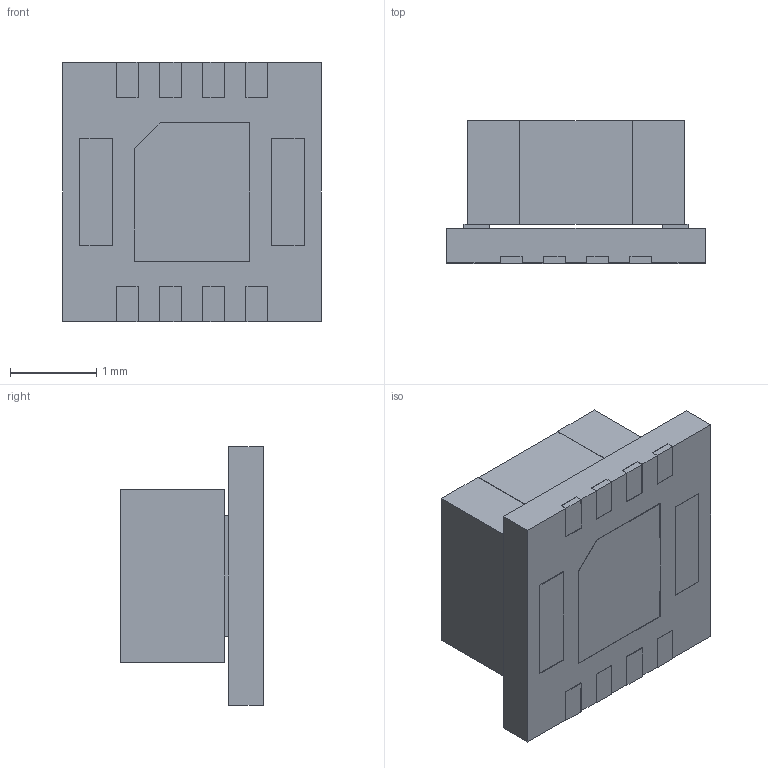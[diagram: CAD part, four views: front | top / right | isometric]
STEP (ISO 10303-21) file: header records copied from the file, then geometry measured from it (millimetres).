
FILE_DESCRIPTION (( 'STEP AP214' ), '1' );
FILE_NAME ('PicoBK_MYRGC.STEP', '2020-08-06T07:20:06', ( '' ), ( '' ), 'SwSTEP 2.0', 'SolidWorks 2017', '' );
FILE_SCHEMA (( 'AUTOMOTIVE_DESIGN' ));
Length unit declared in the file: millimetre
Products named in the file (1): PicoBK_MYRGC
Bounding box: 3 x 1.66 x 3.01 mm (x, y, z)
Volume: 9.7 mm3; surface area: 42.8 mm2
Topology: 1 solids, 1 shells, 94 faces, 263 edges, 174 vertices
Faces by surface type: plane 94
Entity records: 4027 total; most frequent: CARTESIAN_POINT 532, ORIENTED_EDGE 526, DIRECTION 453, VECTOR 263, EDGE_CURVE 263, LINE 263, VERTEX_POINT 174, EDGE_LOOP 99
